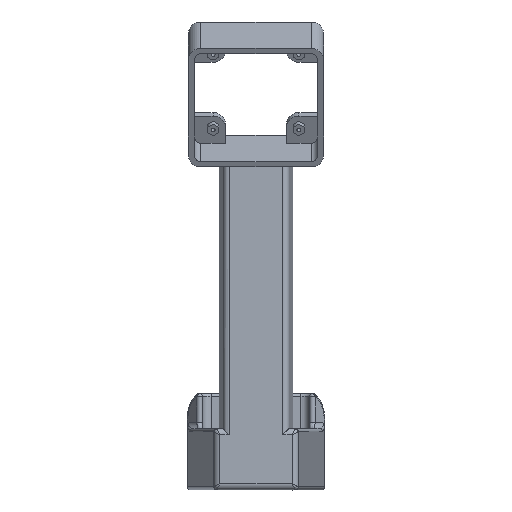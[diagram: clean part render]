
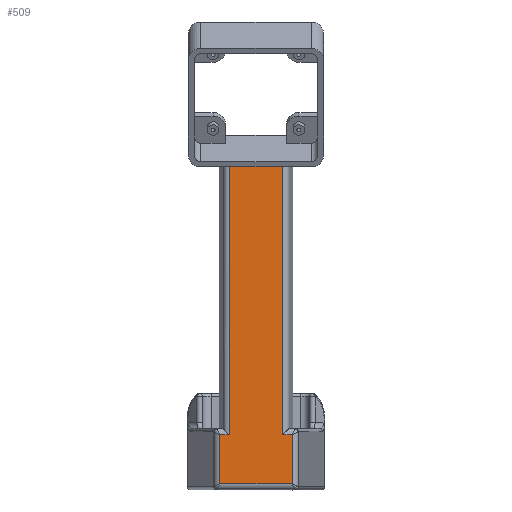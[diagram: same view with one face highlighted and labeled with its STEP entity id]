
A CAD part, front view. The second image highlights one B-rep face of the part: STEP entity #509.
In plain terms, the highlighted planar face has unit normal (0, -1, 0).
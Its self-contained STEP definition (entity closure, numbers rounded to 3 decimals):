
#205=FACE_OUTER_BOUND('',#928,.T.);
#509=ADVANCED_FACE('',(#205),#678,.F.);
#678=PLANE('',#3412);
#928=EDGE_LOOP('',(#1354,#1355,#1356,#1357,#1358,#1359,#1360,#1361));
#1354=ORIENTED_EDGE('',*,*,#2305,.T.);
#1355=ORIENTED_EDGE('',*,*,#2445,.T.);
#1356=ORIENTED_EDGE('',*,*,#2446,.T.);
#1357=ORIENTED_EDGE('',*,*,#2447,.T.);
#1358=ORIENTED_EDGE('',*,*,#2448,.T.);
#1359=ORIENTED_EDGE('',*,*,#2449,.T.);
#1360=ORIENTED_EDGE('',*,*,#2450,.T.);
#1361=ORIENTED_EDGE('',*,*,#2451,.T.);
#2014=VERTEX_POINT('',#4651);
#2015=VERTEX_POINT('',#4652);
#2114=VERTEX_POINT('',#4945);
#2115=VERTEX_POINT('',#4947);
#2116=VERTEX_POINT('',#4949);
#2117=VERTEX_POINT('',#4951);
#2118=VERTEX_POINT('',#4953);
#2119=VERTEX_POINT('',#4955);
#2305=EDGE_CURVE('',#2014,#2015,#2773,.T.);
#2445=EDGE_CURVE('',#2015,#2114,#2861,.T.);
#2446=EDGE_CURVE('',#2114,#2115,#2862,.T.);
#2447=EDGE_CURVE('',#2115,#2116,#2863,.T.);
#2448=EDGE_CURVE('',#2116,#2117,#2864,.T.);
#2449=EDGE_CURVE('',#2117,#2118,#2865,.T.);
#2450=EDGE_CURVE('',#2118,#2119,#2866,.T.);
#2451=EDGE_CURVE('',#2119,#2014,#2867,.T.);
#2773=LINE('',#4650,#3041);
#2861=LINE('',#4944,#3129);
#2862=LINE('',#4946,#3130);
#2863=LINE('',#4948,#3131);
#2864=LINE('',#4950,#3132);
#2865=LINE('',#4952,#3133);
#2866=LINE('',#4954,#3134);
#2867=LINE('',#4956,#3135);
#3041=VECTOR('',#3667,1.);
#3129=VECTOR('',#3967,1.);
#3130=VECTOR('',#3968,1.);
#3131=VECTOR('',#3969,1.);
#3132=VECTOR('',#3970,1.);
#3133=VECTOR('',#3971,1.);
#3134=VECTOR('',#3972,1.);
#3135=VECTOR('',#3973,1.);
#3412=AXIS2_PLACEMENT_3D('',#4957,#3974,#3975);
#3667=DIRECTION('',(-1.,0.,0.));
#3967=DIRECTION('',(0.,0.,-1.));
#3968=DIRECTION('',(-1.,0.,0.));
#3969=DIRECTION('',(0.,0.,-1.));
#3970=DIRECTION('',(1.,0.,0.));
#3971=DIRECTION('',(0.,0.,1.));
#3972=DIRECTION('',(-1.,0.,0.));
#3973=DIRECTION('',(0.,0.,1.));
#3974=DIRECTION('',(0.,1.,0.));
#3975=DIRECTION('',(-1.,0.,0.));
#4650=CARTESIAN_POINT('',(-4.748,167.197,217.271));
#4651=CARTESIAN_POINT('',(13.827,167.197,217.271));
#4652=CARTESIAN_POINT('',(-3.696,167.197,217.271));
#4944=CARTESIAN_POINT('',(-3.696,167.197,250.209));
#4945=CARTESIAN_POINT('',(-3.696,167.197,129.209));
#4946=CARTESIAN_POINT('',(-7.489,167.197,129.209));
#4947=CARTESIAN_POINT('',(-6.741,167.197,129.209));
#4948=CARTESIAN_POINT('',(-6.741,167.197,112.209));
#4949=CARTESIAN_POINT('',(-6.741,167.197,113.209));
#4950=CARTESIAN_POINT('',(17.62,167.197,113.209));
#4951=CARTESIAN_POINT('',(16.873,167.197,113.209));
#4952=CARTESIAN_POINT('',(16.873,167.197,130.209));
#4953=CARTESIAN_POINT('',(16.873,167.197,129.209));
#4954=CARTESIAN_POINT('',(15.581,167.197,129.209));
#4955=CARTESIAN_POINT('',(13.827,167.197,129.209));
#4956=CARTESIAN_POINT('',(13.827,167.197,250.209));
#4957=CARTESIAN_POINT('',(-4.748,167.197,250.209));
